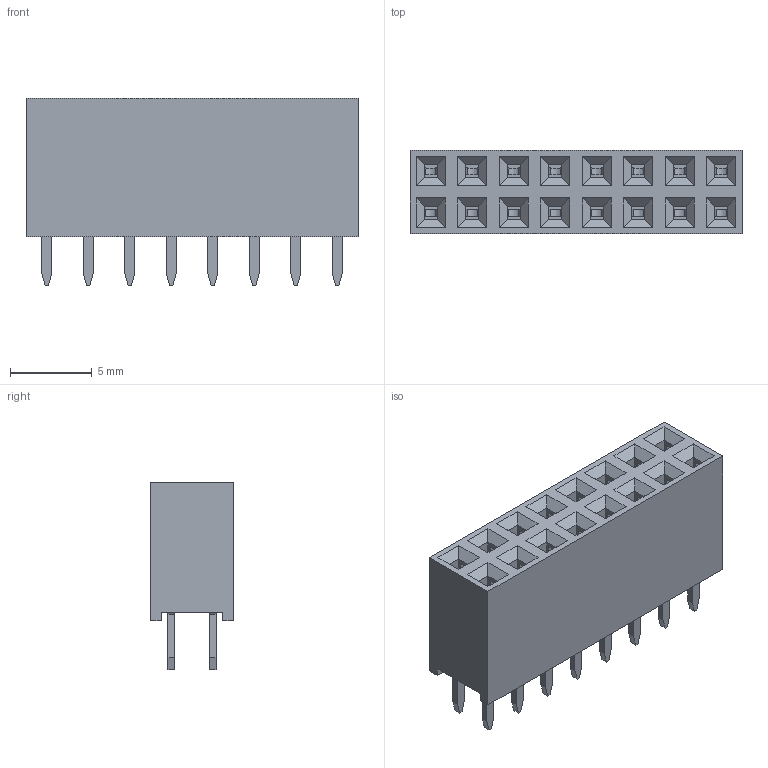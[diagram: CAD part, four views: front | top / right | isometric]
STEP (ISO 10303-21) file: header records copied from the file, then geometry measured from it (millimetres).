
FILE_DESCRIPTION(('STEP AP214'), '1');
FILE_NAME('PBD', '', ('UNSPECIFIED'), ('UNSPECIFIED'), 'ASCON STEP Converter 1.6', 'ASCON Math Kernel', '');
FILE_SCHEMA(('AUTOMOTIVE_DESIGN { 1 0 10303 214 3 1 1}'));
Length unit declared in the file: millimetre
Bounding box: 20.32 x 5.08 x 11.5 mm (x, y, z)
Volume: 768.8 mm3; surface area: 1352.5 mm2
Topology: 1 solids, 1 shells, 874 faces, 2392 edges, 1488 vertices
Faces by surface type: plane 762, cylinder 112
Entity records: 34104 total; most frequent: ORIENTED_EDGE 4784, CARTESIAN_POINT 4755, DIRECTION 4430, EDGE_CURVE 2392, LINE 2104, VECTOR 2104, VERTEX_POINT 1488, AXIS2_PLACEMENT_3D 1163
